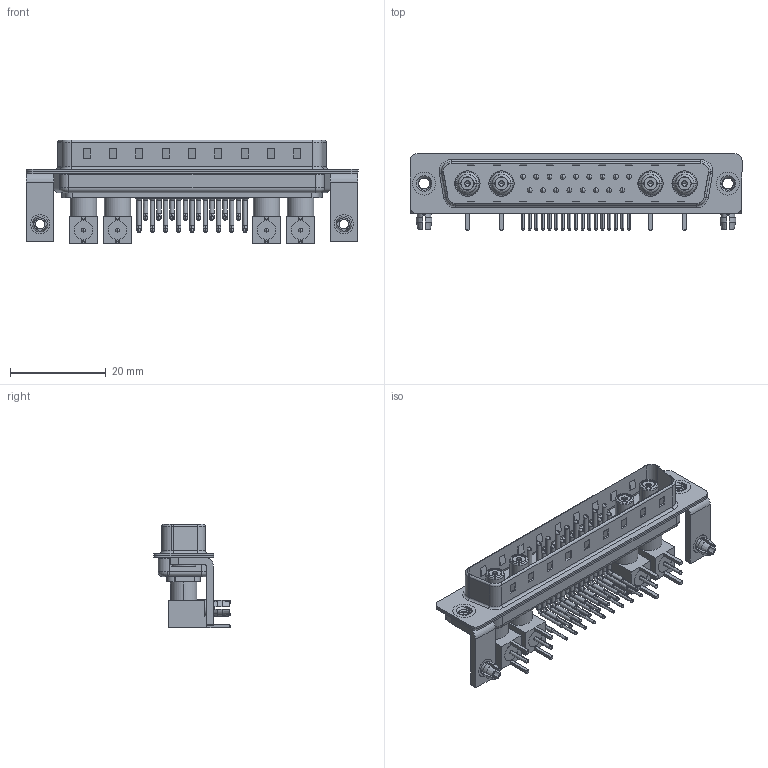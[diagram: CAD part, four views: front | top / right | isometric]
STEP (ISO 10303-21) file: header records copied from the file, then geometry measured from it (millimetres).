
FILE_DESCRIPTION (( 'STEP AP203' ), '1' );
FILE_NAME ('629-21W4240-5N3.STEP', '2022-05-17T01:10:46', ( '' ), ( '' ), 'SwSTEP 2.0', 'SolidWorks 2020', '' );
FILE_SCHEMA (( 'CONFIG_CONTROL_DESIGN' ));
Length unit declared in the file: millimetre
Products named in the file (20): 629Combo Threaded Rivet_3; RA Back Shell; 629Combo Shell Rear_37 Contacts; 629Combo Contact Row 1; Co-Ax Jack_RA PC Tail; Co-Ax Jack Assy_RA; Socket_RA; 629Combo Board Lock; 629Combo Housing_21W4; 629Combo Contact Row 2; Insulator Socket 2; Insulator RA Pin; 629-21W4240-5N3; Locking Collar; 629Combo Stabilizer Bracket; 629Combo Shell Front_37 Contacts; Insulator Socket
Assembly tree (58 placements, depth 3):
  629-21W4240-5N3
    629Combo Housing_21W4
    629Combo Shell Rear_37 Contacts
    629Combo Shell Front_37 Contacts
    629Combo Threaded Rivet_3  x2
    629Combo Stabilizer Bracket  x2
    629Combo Board Lock  x2
    Co-Ax Jack Assy_RA
      Co-Ax Jack_RA PC Tail
      Insulator Socket
      Insulator Socket 2
      Locking Collar
      Socket_RA
      RA Back Shell
      Insulator RA Pin
    Co-Ax Jack Assy_RA
      Co-Ax Jack_RA PC Tail
      Insulator Socket
      Insulator Socket 2
      Locking Collar
      Socket_RA
      RA Back Shell
      Insulator RA Pin
    Co-Ax Jack Assy_RA
      Co-Ax Jack_RA PC Tail
      Insulator Socket
      Insulator Socket 2
      Locking Collar
      Socket_RA
      RA Back Shell
      Insulator RA Pin
    Co-Ax Jack Assy_RA
      Co-Ax Jack_RA PC Tail
      Insulator Socket
      Insulator Socket 2
      Locking Collar
      Socket_RA
      RA Back Shell
      Insulator RA Pin
    629Combo Contact Row 1  x9
    629Combo Contact Row 2  x8
Bounding box: 69.4 x 16 x 21.71 mm (x, y, z)
Volume: 5352.2 mm3; surface area: 14283.4 mm2
Topology: 54 solids, 54 shells, 3022 faces, 8075 edges, 5200 vertices
Faces by surface type: plane 1587, cylinder 1071, cone 170, bspline 112, torus 74, sphere 8
Entity records: 33971 total; most frequent: CARTESIAN_POINT 6860, DIRECTION 5252, ORIENTED_EDGE 4808, EDGE_CURVE 2404, AXIS2_PLACEMENT_3D 1914, VERTEX_POINT 1550, VECTOR 1424, LINE 1424
